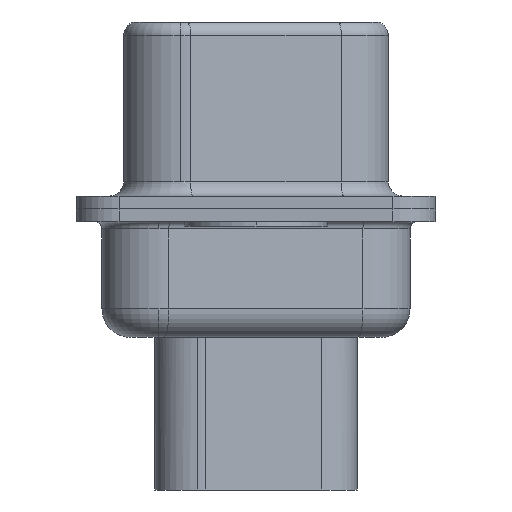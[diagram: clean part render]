
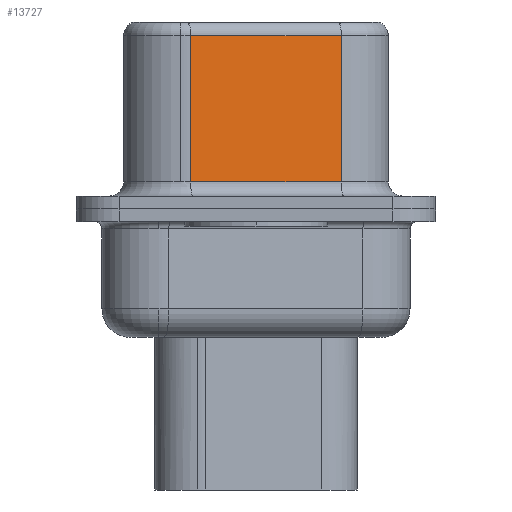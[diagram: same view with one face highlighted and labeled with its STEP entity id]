
A CAD part, left-side view. The second image highlights one B-rep face of the part: STEP entity #13727.
In plain terms, the highlighted planar face has unit normal (-0.985, -0.174, 0).
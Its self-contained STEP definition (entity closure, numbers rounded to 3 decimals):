
#2 = EDGE_CURVE ( 'NONE', #2963, #12411, #14660, .T. ) ;
#372 = VECTOR ( 'NONE', #9722, 1000. ) ;
#444 = LINE ( 'NONE', #6866, #4650 ) ;
#739 = CARTESIAN_POINT ( 'NONE',  ( 4.551, -2.987, 0.95 ) ) ;
#2963 = VERTEX_POINT ( 'NONE', #15175 ) ;
#3986 = DIRECTION ( 'NONE',  ( -0.174, 0.985, 0. ) ) ;
#4179 = DIRECTION ( 'NONE',  ( 0.985, 0.174, 0. ) ) ;
#4650 = VECTOR ( 'NONE', #5182, 1000. ) ;
#5182 = DIRECTION ( 'NONE',  ( 0., 0., -1. ) ) ;
#5296 = LINE ( 'NONE', #9923, #6016 ) ;
#5822 = LINE ( 'NONE', #20444, #6005 ) ;
#6005 = VECTOR ( 'NONE', #7293, 1000. ) ;
#6016 = VECTOR ( 'NONE', #11720, 1000. ) ;
#6062 = ORIENTED_EDGE ( 'NONE', *, *, #16755, .T. ) ;
#6485 = ORIENTED_EDGE ( 'NONE', *, *, #9817, .F. ) ;
#6522 = PLANE ( 'NONE',  #15373 ) ;
#6866 = CARTESIAN_POINT ( 'NONE',  ( 3.62, 2.293, 6.57 ) ) ;
#7293 = DIRECTION ( 'NONE',  ( 0., 0., -1. ) ) ;
#8148 = CARTESIAN_POINT ( 'NONE',  ( 4.551, -2.987, 0.95 ) ) ;
#9637 = EDGE_LOOP ( 'NONE', ( #6485, #6062, #13488, #13936 ) ) ;
#9722 = DIRECTION ( 'NONE',  ( 0.174, -0.985, 0. ) ) ;
#9817 = EDGE_CURVE ( 'NONE', #18672, #12411, #5822, .T. ) ;
#9923 = CARTESIAN_POINT ( 'NONE',  ( 4.551, -2.987, 6.07 ) ) ;
#11045 = CARTESIAN_POINT ( 'NONE',  ( 4.551, -2.987, 6.07 ) ) ;
#11720 = DIRECTION ( 'NONE',  ( -0.174, 0.985, 0. ) ) ;
#12411 = VERTEX_POINT ( 'NONE', #739 ) ;
#13488 = ORIENTED_EDGE ( 'NONE', *, *, #15507, .T. ) ;
#13727 = ADVANCED_FACE ( 'NONE', ( #19270 ), #6522, .F. ) ;
#13936 = ORIENTED_EDGE ( 'NONE', *, *, #2, .T. ) ;
#14660 = LINE ( 'NONE', #8148, #372 ) ;
#15175 = CARTESIAN_POINT ( 'NONE',  ( 3.62, 2.293, 0.95 ) ) ;
#15373 = AXIS2_PLACEMENT_3D ( 'NONE', #16853, #4179, #3986 ) ;
#15507 = EDGE_CURVE ( 'NONE', #18244, #2963, #444, .T. ) ;
#16755 = EDGE_CURVE ( 'NONE', #18672, #18244, #5296, .T. ) ;
#16853 = CARTESIAN_POINT ( 'NONE',  ( 4.551, -2.987, 6.57 ) ) ;
#18244 = VERTEX_POINT ( 'NONE', #18861 ) ;
#18672 = VERTEX_POINT ( 'NONE', #11045 ) ;
#18861 = CARTESIAN_POINT ( 'NONE',  ( 3.62, 2.293, 6.07 ) ) ;
#19270 = FACE_OUTER_BOUND ( 'NONE', #9637, .T. ) ;
#20444 = CARTESIAN_POINT ( 'NONE',  ( 4.551, -2.987, 6.57 ) ) ;
